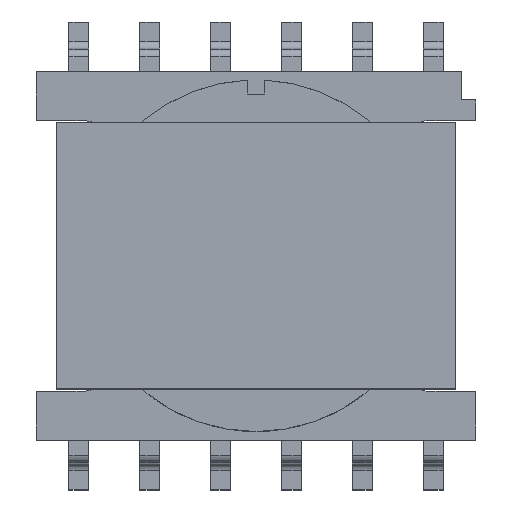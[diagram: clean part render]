
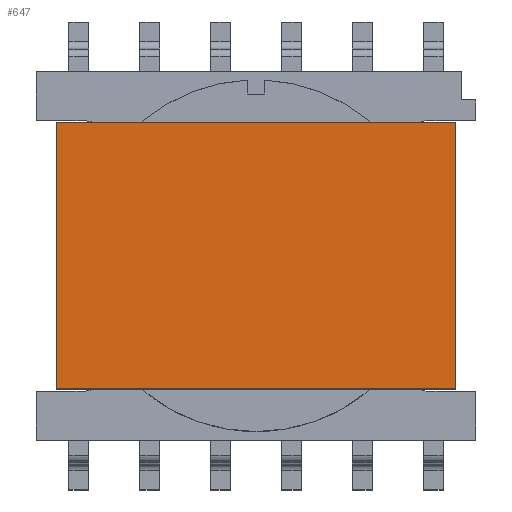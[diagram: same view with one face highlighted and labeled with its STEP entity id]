
A CAD part, top view. The second image highlights one B-rep face of the part: STEP entity #647.
In plain terms, the highlighted face is planar.
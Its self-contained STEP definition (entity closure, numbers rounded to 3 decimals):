
#180 = DIRECTION ( 'NONE',  ( -1., 0., 0. ) ) ;
#288 = EDGE_LOOP ( 'NONE', ( #630, #735, #1902, #923 ) ) ;
#323 = DIRECTION ( 'NONE',  ( 0., 0., 1. ) ) ;
#350 = DIRECTION ( 'NONE',  ( 0., 0., -1. ) ) ;
#399 = CARTESIAN_POINT ( 'NONE',  ( 4.7, -0.65, 0. ) ) ;
#555 = EDGE_CURVE ( 'NONE', #938, #3044, #1422, .T. ) ;
#588 = EDGE_CURVE ( 'NONE', #4002, #1391, #3341, .T. ) ;
#630 = ORIENTED_EDGE ( 'NONE', *, *, #555, .F. ) ;
#647 = ADVANCED_FACE ( 'NONE', ( #3764 ), #1826, .F. ) ;
#666 = CARTESIAN_POINT ( 'NONE',  ( 0., -0.65, 0. ) ) ;
#735 = ORIENTED_EDGE ( 'NONE', *, *, #1932, .F. ) ;
#923 = ORIENTED_EDGE ( 'NONE', *, *, #3850, .F. ) ;
#938 = VERTEX_POINT ( 'NONE', #1241 ) ;
#1000 = DIRECTION ( 'NONE',  ( 0., 1., 0. ) ) ;
#1124 = CARTESIAN_POINT ( 'NONE',  ( 0., -0.65, 7.05 ) ) ;
#1241 = CARTESIAN_POINT ( 'NONE',  ( 4.7, -0.65, -7.05 ) ) ;
#1391 = VERTEX_POINT ( 'NONE', #2211 ) ;
#1422 = LINE ( 'NONE', #3017, #2555 ) ;
#1514 = LINE ( 'NONE', #3763, #1886 ) ;
#1826 = PLANE ( 'NONE',  #2356 ) ;
#1886 = VECTOR ( 'NONE', #323, 1000. ) ;
#1890 = VECTOR ( 'NONE', #2121, 1000. ) ;
#1902 = ORIENTED_EDGE ( 'NONE', *, *, #588, .F. ) ;
#1929 = VECTOR ( 'NONE', #350, 1000. ) ;
#1932 = EDGE_CURVE ( 'NONE', #1391, #938, #3838, .T. ) ;
#2042 = CARTESIAN_POINT ( 'NONE',  ( -4.7, -0.65, 7.05 ) ) ;
#2121 = DIRECTION ( 'NONE',  ( 1., 0., 0. ) ) ;
#2211 = CARTESIAN_POINT ( 'NONE',  ( 4.7, -0.65, 7.05 ) ) ;
#2356 = AXIS2_PLACEMENT_3D ( 'NONE', #666, #1000, #2606 ) ;
#2555 = VECTOR ( 'NONE', #180, 1000. ) ;
#2606 = DIRECTION ( 'NONE',  ( 1., 0., 0. ) ) ;
#2840 = CARTESIAN_POINT ( 'NONE',  ( -4.7, -0.65, -7.05 ) ) ;
#3017 = CARTESIAN_POINT ( 'NONE',  ( 0., -0.65, -7.05 ) ) ;
#3044 = VERTEX_POINT ( 'NONE', #2840 ) ;
#3341 = LINE ( 'NONE', #1124, #1890 ) ;
#3763 = CARTESIAN_POINT ( 'NONE',  ( -4.7, -0.65, 0. ) ) ;
#3764 = FACE_OUTER_BOUND ( 'NONE', #288, .T. ) ;
#3838 = LINE ( 'NONE', #399, #1929 ) ;
#3850 = EDGE_CURVE ( 'NONE', #3044, #4002, #1514, .T. ) ;
#4002 = VERTEX_POINT ( 'NONE', #2042 ) ;
